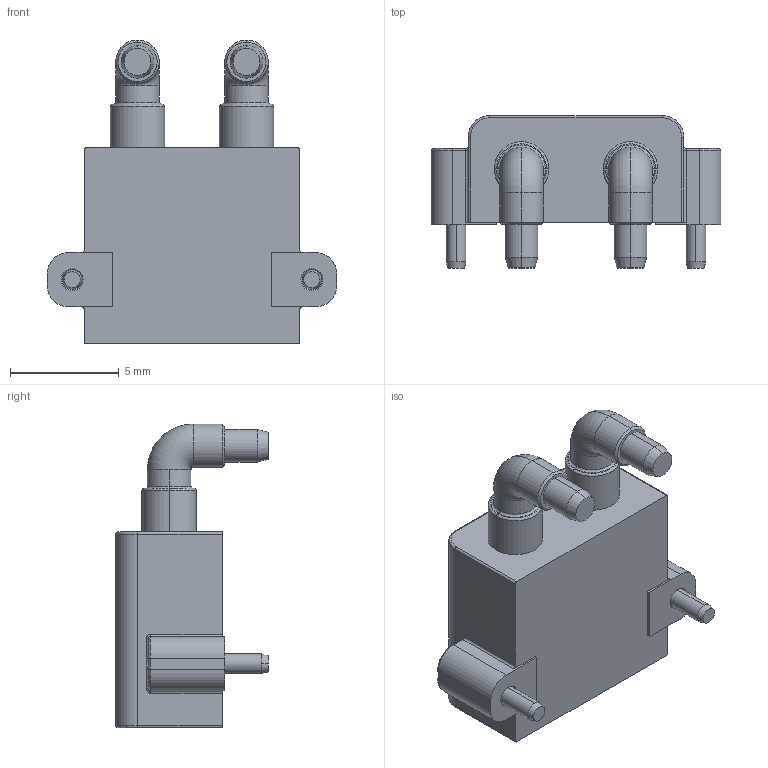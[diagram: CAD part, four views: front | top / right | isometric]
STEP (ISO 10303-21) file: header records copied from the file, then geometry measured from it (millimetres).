
FILE_DESCRIPTION (( 'STEP AP214' ), '1' );
FILE_NAME ('XT30PW-M.STEP', '2024-05-06T19:13:41', ( '' ), ( '' ), 'SwSTEP 2.0', 'SolidWorks 2021', '' );
FILE_SCHEMA (( 'AUTOMOTIVE_DESIGN' ));
Length unit declared in the file: millimetre
Products named in the file (1): XT30PW-M
Bounding box: 13.3 x 7 x 13.95 mm (x, y, z)
Volume: 344.1 mm3; surface area: 832.3 mm2
Topology: 7 solids, 7 shells, 271 faces, 628 edges, 376 vertices
Faces by surface type: cylinder 114, plane 77, bspline 50, cone 26, torus 4
Entity records: 8776 total; most frequent: CARTESIAN_POINT 2708, DIRECTION 1268, ORIENTED_EDGE 1256, EDGE_CURVE 628, AXIS2_PLACEMENT_3D 494, VERTEX_POINT 376, EDGE_LOOP 280, LINE 280
